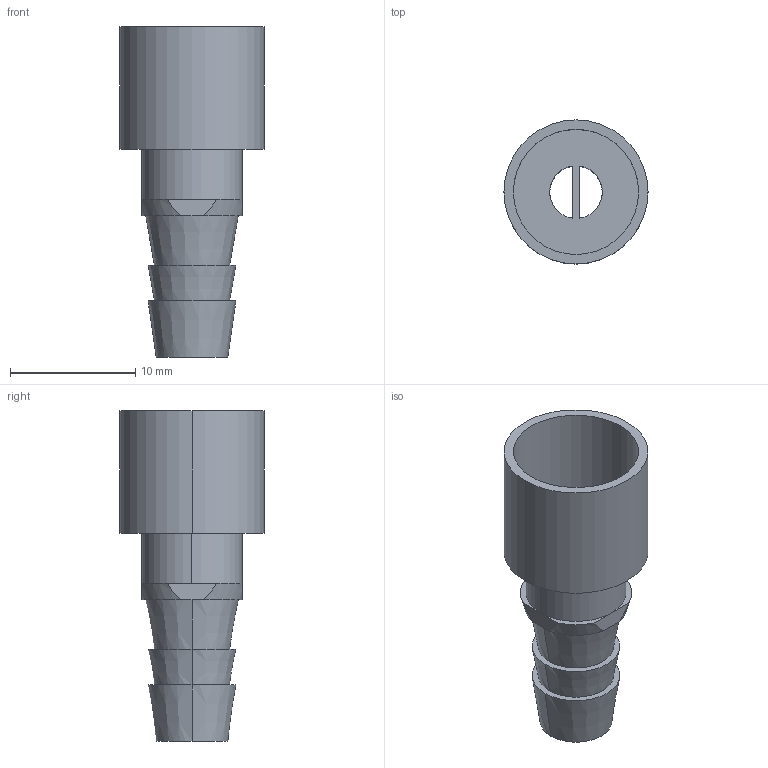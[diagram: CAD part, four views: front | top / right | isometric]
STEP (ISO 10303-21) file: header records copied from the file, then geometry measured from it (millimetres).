
FILE_DESCRIPTION(('HOOPS Exchange Step'),'2;1');
FILE_NAME('export-50EE0F87-0993-4B8C-87BB-4E41FEAF8AAF.stp','2022-10-17T11:56:48+02:00',('Engineering'),('Alibre'),'HOOPS Exchange 2021.0','Alibre','Unknown authorisation');
FILE_SCHEMA( ('AP242_MANAGED_MODEL_BASED_3D_ENGINEERING_MIM_LF {1 0 10303 442 1 1 4 }') );
Length unit declared in the file: millimetre
Products named in the file (2): 6079-1 Pneumatic contact - HC-M-PN2-6,00-BU - 1676763; 6079 Pneumatic contact - HC-M-PN2-6,00-BU - 1676763
Assembly tree (1 placements, depth 2):
  6079 Pneumatic contact - HC-M-PN2-6,00-BU - 1676763
    6079-1 Pneumatic contact - HC-M-PN2-6,00-BU - 1676763
Bounding box: 11.5 x 11.5 x 26.4 mm (x, y, z)
Volume: 744.9 mm3; surface area: 1439.5 mm2
Topology: 1 solids, 1 shells, 36 faces, 84 edges, 54 vertices
Faces by surface type: plane 18, cone 10, cylinder 8
Entity records: 1112 total; most frequent: CARTESIAN_POINT 201, DIRECTION 198, ORIENTED_EDGE 168, EDGE_CURVE 84, AXIS2_PLACEMENT_3D 83, VERTEX_POINT 54, EDGE_LOOP 44, FACE_BOUND 44
